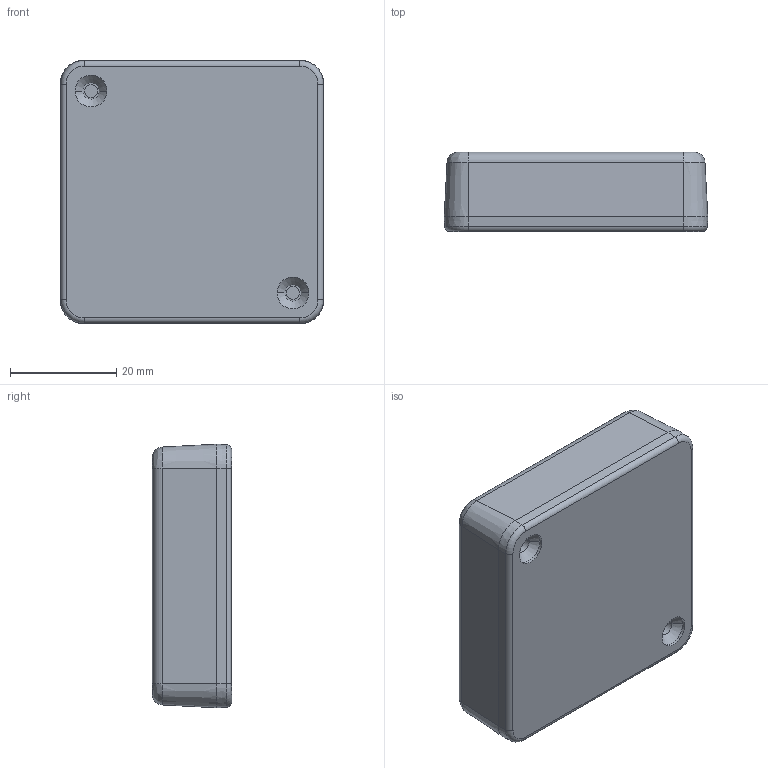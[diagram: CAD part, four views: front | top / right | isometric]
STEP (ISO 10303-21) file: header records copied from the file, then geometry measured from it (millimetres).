
FILE_DESCRIPTION (( 'STEP AP203' ), '1' );
FILE_NAME ('KM-219.STEP', '2021-11-30T20:16:27', ( '' ), ( '' ), 'SwSTEP 2.0', 'SolidWorks 2013', '' );
FILE_SCHEMA (( 'CONFIG_CONTROL_DESIGN' ));
Length unit declared in the file: millimetre
Products named in the file (3): korpus; KM-219; pokrywa
Assembly tree (2 placements, depth 2):
  KM-219
    korpus
    pokrywa
Bounding box: 49.6 x 14.9 x 49.6 mm (x, y, z)
Volume: 13585.5 mm3; surface area: 15413.4 mm2
Topology: 2 solids, 2 shells, 122 faces, 288 edges, 184 vertices
Faces by surface type: plane 48, cone 36, cylinder 28, bspline 6, torus 4
Entity records: 4079 total; most frequent: CARTESIAN_POINT 881, DIRECTION 646, ORIENTED_EDGE 576, EDGE_CURVE 288, AXIS2_PLACEMENT_3D 245, VERTEX_POINT 184, VECTOR 156, LINE 156
